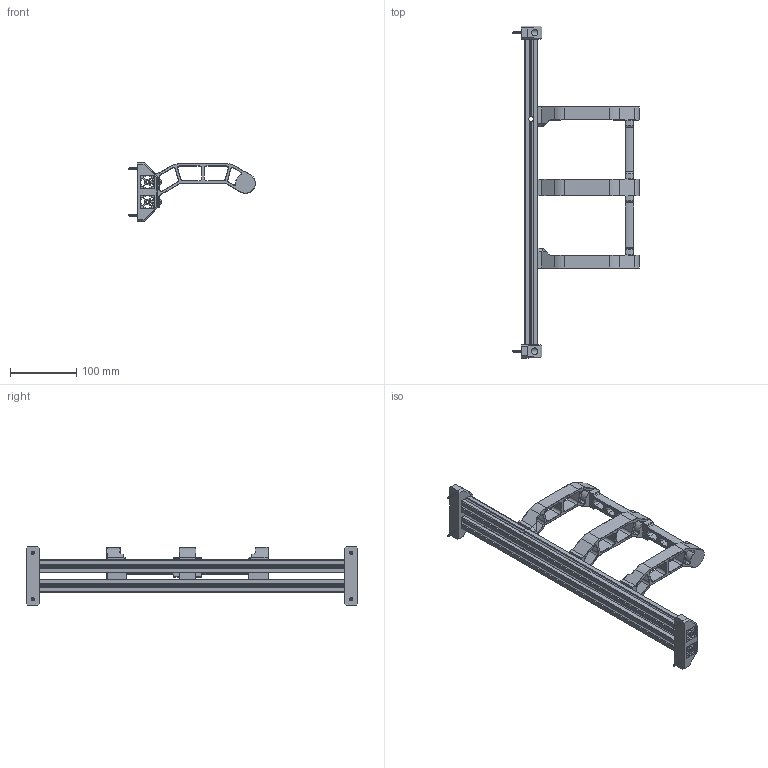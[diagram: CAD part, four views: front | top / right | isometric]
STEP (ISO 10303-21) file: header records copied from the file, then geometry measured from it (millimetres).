
FILE_DESCRIPTION(/* description */ (''),/* implementation_level */ '2;1');
FILE_NAME(/* name */ 'Wall_Mounted_SpoolHolder.step',/* time_stamp */ '2023-01-02T15:16:42-08:00',/* author */ (''),/* organization */ (''),/* preprocessor_version */ 'ST-DEVELOPER v19.2',/* originating_system */ 'Autodesk Translation Framework v11.17.0.187',/* authorisation */ '');
FILE_SCHEMA (('AUTOMOTIVE_DESIGN { 1 0 10303 214 3 1 1 }'));
Length unit declared in the file: millimetre
Products named in the file (16): Wall_Mounted_SpoolHolder; Spool_Holder_Base; Spool Holder; PFTE insert; Extrusion Mounts; Extrusions; 2020; 2020-Mount; Hardware; M5x16 BHCS; M3x8 SHCS; M3x8 SHCS_1; M3x8 SHCS_2; M3x8 SHCS_3; M3x8 SCHS; 3/4" Drywall screw
Assembly tree (29 placements, depth 4):
  Wall_Mounted_SpoolHolder
    Spool_Holder_Base
    Spool Holder
      PFTE insert  x2
    Extrusion Mounts
      Extrusions
        2020  x2
      2020-Mount  x2
    Hardware
      M5x16 BHCS  x6
      M3x8 SHCS
        M3x8 SCHS
      M3x8 SHCS_1
        M3x8 SCHS
      3/4" Drywall screw  x4
      M3x8 SHCS_2
        M3x8 SCHS
      M3x8 SHCS_3
        M3x8 SCHS
Bounding box: 191.15 x 500 x 90 mm (x, y, z)
Volume: 441318.1 mm3; surface area: 292953.8 mm2
Topology: 25 solids, 25 shells, 1665 faces, 4171 edges, 2546 vertices
Faces by surface type: plane 922, cylinder 325, cone 320, bspline 72, torus 20, sphere 6
Full cylindrical faces by diameter (mm): 2 x2, 2.578 x32, 3 x4, 3.4 x4, 4 x2, 4.2 x14, 5 x10, 5.4 x6, 5.5 x4, 6 x4, 7.35 x18, 8 x4, 9.5 x6, 10 x4
Entity records: 38411 total; most frequent: CARTESIAN_POINT 10965, ORIENTED_EDGE 5708, DIRECTION 5541, EDGE_CURVE 2854, LINE 1861, VECTOR 1861, AXIS2_PLACEMENT_3D 1840, VERTEX_POINT 1726
